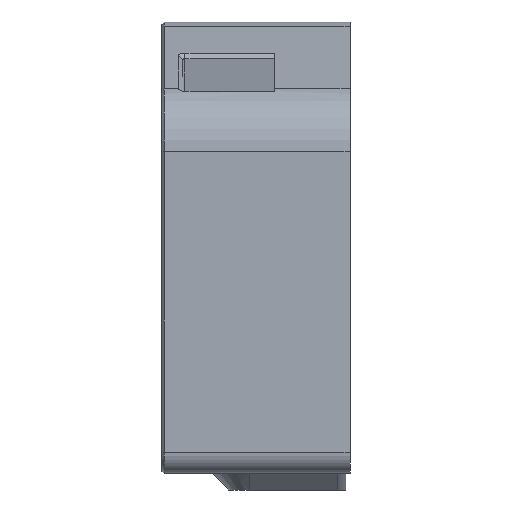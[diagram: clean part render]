
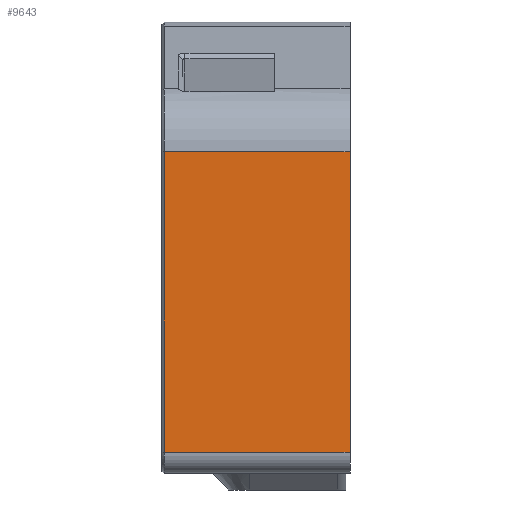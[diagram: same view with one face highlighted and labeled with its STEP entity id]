
A CAD part, front view. The second image highlights one B-rep face of the part: STEP entity #9643.
In plain terms, the highlighted planar face has unit normal (0, -1, 0).
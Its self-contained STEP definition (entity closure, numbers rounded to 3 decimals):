
#664=FACE_OUTER_BOUND('',#1233,.T.);
#1233=EDGE_LOOP('',(#7215,#7216,#7217,#7218));
#2108=LINE('',#14874,#3254);
#2120=LINE('',#14926,#3266);
#2122=LINE('',#14944,#3268);
#2123=LINE('',#14945,#3269);
#3254=VECTOR('',#11702,10.);
#3266=VECTOR('',#11732,10.);
#3268=VECTOR('',#11740,10.);
#3269=VECTOR('',#11741,10.);
#4349=VERTEX_POINT('',#14868);
#4350=VERTEX_POINT('',#14872);
#4364=VERTEX_POINT('',#14925);
#4368=VERTEX_POINT('',#14943);
#5406=EDGE_CURVE('',#4350,#4349,#2108,.T.);
#5425=EDGE_CURVE('',#4349,#4364,#2120,.T.);
#5431=EDGE_CURVE('',#4350,#4368,#2122,.T.);
#5432=EDGE_CURVE('',#4368,#4364,#2123,.T.);
#7215=ORIENTED_EDGE('',*,*,#5406,.F.);
#7216=ORIENTED_EDGE('',*,*,#5431,.T.);
#7217=ORIENTED_EDGE('',*,*,#5432,.T.);
#7218=ORIENTED_EDGE('',*,*,#5425,.F.);
#9187=PLANE('',#10257);
#9643=ADVANCED_FACE('',(#664),#9187,.T.);
#10257=AXIS2_PLACEMENT_3D('',#14942,#11738,#11739);
#11702=DIRECTION('',(0.,0.,1.));
#11732=DIRECTION('',(1.,0.,0.));
#11738=DIRECTION('center_axis',(0.,-1.,0.));
#11739=DIRECTION('ref_axis',(0.,0.,-1.));
#11740=DIRECTION('',(1.,0.,0.));
#11741=DIRECTION('',(0.,0.,1.));
#14868=CARTESIAN_POINT('',(0.5,-72.,77.));
#14872=CARTESIAN_POINT('',(0.5,-72.,5.));
#14874=CARTESIAN_POINT('',(0.5,-72.,65.5));
#14925=CARTESIAN_POINT('',(45.,-72.,77.));
#14926=CARTESIAN_POINT('',(0.,-72.,77.));
#14942=CARTESIAN_POINT('Origin',(0.,-72.,77.));
#14943=CARTESIAN_POINT('',(45.,-72.,5.));
#14944=CARTESIAN_POINT('',(0.,-72.,5.));
#14945=CARTESIAN_POINT('',(45.,-72.,65.5));
